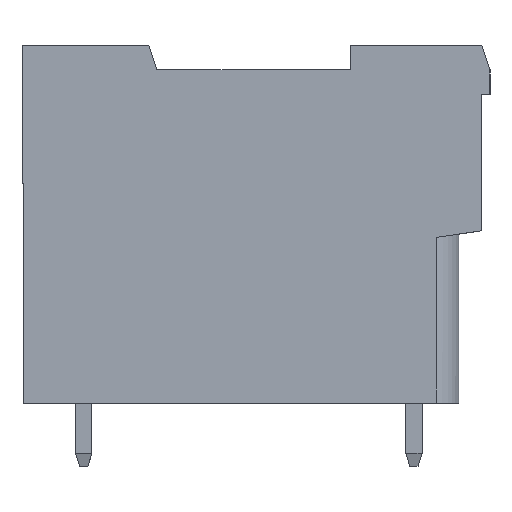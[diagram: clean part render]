
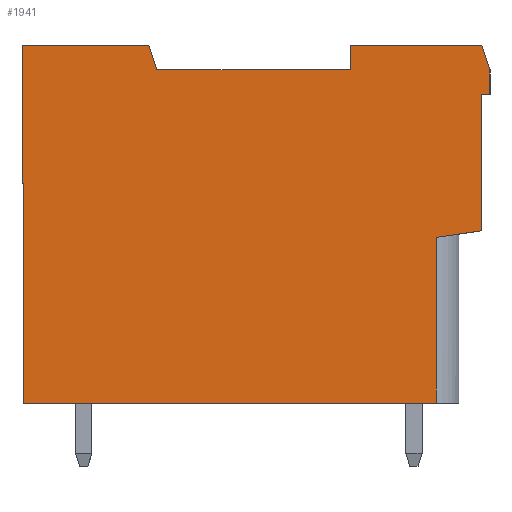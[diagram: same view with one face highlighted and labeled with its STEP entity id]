
A CAD part, left-side view. The second image highlights one B-rep face of the part: STEP entity #1941.
In plain terms, the highlighted planar face has unit normal (-1, 0, 0).
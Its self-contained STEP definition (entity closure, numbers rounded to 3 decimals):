
#1941 = ADVANCED_FACE( '', ( #4762 ), #4763, .T. );
#4762 = FACE_OUTER_BOUND( '', #8680, .T. );
#4763 = PLANE( '', #8681 );
#8680 = EDGE_LOOP( '', ( #13831, #13832, #13833, #13834, #13835, #13836, #13837, #13838, #13839, #13840, #13841, #13842, #13843, #13844, #13845 ) );
#8681 = AXIS2_PLACEMENT_3D( '', #13846, #13847, #13848 );
#13831 = ORIENTED_EDGE( '', *, *, #24928, .T. );
#13832 = ORIENTED_EDGE( '', *, *, #24929, .T. );
#13833 = ORIENTED_EDGE( '', *, *, #24930, .T. );
#13834 = ORIENTED_EDGE( '', *, *, #24931, .T. );
#13835 = ORIENTED_EDGE( '', *, *, #24932, .T. );
#13836 = ORIENTED_EDGE( '', *, *, #24448, .T. );
#13837 = ORIENTED_EDGE( '', *, *, #24933, .F. );
#13838 = ORIENTED_EDGE( '', *, *, #24934, .T. );
#13839 = ORIENTED_EDGE( '', *, *, #24935, .T. );
#13840 = ORIENTED_EDGE( '', *, *, #24936, .T. );
#13841 = ORIENTED_EDGE( '', *, *, #24046, .T. );
#13842 = ORIENTED_EDGE( '', *, *, #24937, .T. );
#13843 = ORIENTED_EDGE( '', *, *, #24938, .T. );
#13844 = ORIENTED_EDGE( '', *, *, #24939, .T. );
#13845 = ORIENTED_EDGE( '', *, *, #24940, .T. );
#13846 = CARTESIAN_POINT( '', ( -30.48, 0., 0. ) );
#13847 = DIRECTION( '', ( -1., 0., 0. ) );
#13848 = DIRECTION( '', ( 0., 0., 1. ) );
#24046 = EDGE_CURVE( '', #28945, #28943, #28946, .T. );
#24448 = EDGE_CURVE( '', #29671, #29672, #29673, .T. );
#24928 = EDGE_CURVE( '', #30490, #30491, #30492, .T. );
#24929 = EDGE_CURVE( '', #30491, #30493, #30494, .T. );
#24930 = EDGE_CURVE( '', #30493, #30495, #30496, .T. );
#24931 = EDGE_CURVE( '', #30495, #30497, #30498, .F. );
#24932 = EDGE_CURVE( '', #30497, #29671, #30499, .T. );
#24933 = EDGE_CURVE( '', #30500, #29672, #30501, .T. );
#24934 = EDGE_CURVE( '', #30500, #30502, #30503, .T. );
#24935 = EDGE_CURVE( '', #30502, #30504, #30505, .T. );
#24936 = EDGE_CURVE( '', #30504, #28945, #30506, .T. );
#24937 = EDGE_CURVE( '', #28943, #30507, #30508, .T. );
#24938 = EDGE_CURVE( '', #30507, #30509, #30510, .T. );
#24939 = EDGE_CURVE( '', #30509, #30511, #30512, .T. );
#24940 = EDGE_CURVE( '', #30511, #30490, #30513, .F. );
#28943 = VERTEX_POINT( '', #36186 );
#28945 = VERTEX_POINT( '', #36189 );
#28946 = LINE( '', #36190, #36191 );
#29671 = VERTEX_POINT( '', #37222 );
#29672 = VERTEX_POINT( '', #37223 );
#29673 = LINE( '', #37224, #37225 );
#30490 = VERTEX_POINT( '', #38416 );
#30491 = VERTEX_POINT( '', #38417 );
#30492 = LINE( '', #38418, #38419 );
#30493 = VERTEX_POINT( '', #38420 );
#30494 = LINE( '', #38421, #38422 );
#30495 = VERTEX_POINT( '', #38423 );
#30496 = LINE( '', #38424, #38425 );
#30497 = VERTEX_POINT( '', #38426 );
#30498 = LINE( '', #38427, #38428 );
#30499 = LINE( '', #38429, #38430 );
#30500 = VERTEX_POINT( '', #38431 );
#30501 = LINE( '', #38432, #38433 );
#30502 = VERTEX_POINT( '', #38434 );
#30503 = LINE( '', #38435, #38436 );
#30504 = VERTEX_POINT( '', #38437 );
#30505 = LINE( '', #38438, #38439 );
#30506 = LINE( '', #38440, #38441 );
#30507 = VERTEX_POINT( '', #38442 );
#30508 = LINE( '', #38443, #38444 );
#30509 = VERTEX_POINT( '', #38445 );
#30510 = LINE( '', #38446, #38447 );
#30511 = VERTEX_POINT( '', #38448 );
#30512 = LINE( '', #38449, #38450 );
#30513 = LINE( '', #38451, #38452 );
#36186 = CARTESIAN_POINT( '', ( -30.48, -14.05, -0.4 ) );
#36189 = CARTESIAN_POINT( '', ( -30.48, -11.25, -0.8 ) );
#36190 = CARTESIAN_POINT( '', ( -30.48, -11.25, -0.8 ) );
#36191 = VECTOR( '', #45915, 1000. );
#37222 = CARTESIAN_POINT( '', ( -30.48, 14.25, 11. ) );
#37223 = CARTESIAN_POINT( '', ( -30.48, 14.25, 2.5 ) );
#37224 = CARTESIAN_POINT( '', ( -30.48, 14.25, 11. ) );
#37225 = VECTOR( '', #46330, 1000. );
#38416 = CARTESIAN_POINT( '', ( -30.48, -14.05, 11. ) );
#38417 = CARTESIAN_POINT( '', ( -30.48, -5.95, 11. ) );
#38418 = CARTESIAN_POINT( '', ( -30.48, -14.55, 11. ) );
#38419 = VECTOR( '', #46759, 1000. );
#38420 = CARTESIAN_POINT( '', ( -30.48, -5.95, 9.5 ) );
#38421 = CARTESIAN_POINT( '', ( -30.48, -5.95, 11. ) );
#38422 = VECTOR( '', #46760, 1000. );
#38423 = CARTESIAN_POINT( '', ( -30.48, 5.95, 9.5 ) );
#38424 = CARTESIAN_POINT( '', ( -30.48, -5.95, 9.5 ) );
#38425 = VECTOR( '', #46761, 1000. );
#38426 = CARTESIAN_POINT( '', ( -30.48, 6.45, 11. ) );
#38427 = CARTESIAN_POINT( '', ( -30.48, 2.505, -0.835 ) );
#38428 = VECTOR( '', #46762, 1000. );
#38429 = CARTESIAN_POINT( '', ( -30.48, 5.95, 11. ) );
#38430 = VECTOR( '', #46763, 1000. );
#38431 = CARTESIAN_POINT( '', ( -30.48, 14.15, 2.5 ) );
#38432 = CARTESIAN_POINT( '', ( -30.48, 14.15, 2.5 ) );
#38433 = VECTOR( '', #46764, 1000. );
#38434 = CARTESIAN_POINT( '', ( -30.48, 14.15, -11. ) );
#38435 = CARTESIAN_POINT( '', ( -30.48, 14.15, 2.5 ) );
#38436 = VECTOR( '', #46765, 1000. );
#38437 = CARTESIAN_POINT( '', ( -30.48, -11.25, -11. ) );
#38438 = CARTESIAN_POINT( '', ( -30.48, 14.25, -11. ) );
#38439 = VECTOR( '', #46766, 1000. );
#38440 = CARTESIAN_POINT( '', ( -30.48, -11.25, -11. ) );
#38441 = VECTOR( '', #46767, 1000. );
#38442 = CARTESIAN_POINT( '', ( -30.48, -14.05, 8. ) );
#38443 = CARTESIAN_POINT( '', ( -30.48, -14.05, 8. ) );
#38444 = VECTOR( '', #46768, 1000. );
#38445 = CARTESIAN_POINT( '', ( -30.48, -14.55, 8. ) );
#38446 = CARTESIAN_POINT( '', ( -30.48, -14.55, 8. ) );
#38447 = VECTOR( '', #46769, 1000. );
#38448 = CARTESIAN_POINT( '', ( -30.48, -14.55, 9.5 ) );
#38449 = CARTESIAN_POINT( '', ( -30.48, -14.55, 8. ) );
#38450 = VECTOR( '', #46770, 1000. );
#38451 = CARTESIAN_POINT( '', ( -30.48, -15.945, 5.315 ) );
#38452 = VECTOR( '', #46771, 1000. );
#45915 = DIRECTION( '', ( 0., -0.99, 0.141 ) );
#46330 = DIRECTION( '', ( 0., 0., -1. ) );
#46759 = DIRECTION( '', ( 0., 1., 0. ) );
#46760 = DIRECTION( '', ( 0., 0., -1. ) );
#46761 = DIRECTION( '', ( 0., 1., 0. ) );
#46762 = DIRECTION( '', ( 0., -0.316, -0.949 ) );
#46763 = DIRECTION( '', ( 0., 1., 0. ) );
#46764 = DIRECTION( '', ( 0., 1., 0. ) );
#46765 = DIRECTION( '', ( 0., 0., -1. ) );
#46766 = DIRECTION( '', ( 0., -1., 0. ) );
#46767 = DIRECTION( '', ( 0., 0., 1. ) );
#46768 = DIRECTION( '', ( 0., 0., 1. ) );
#46769 = DIRECTION( '', ( 0., -1., 0. ) );
#46770 = DIRECTION( '', ( 0., 0., 1. ) );
#46771 = DIRECTION( '', ( 0., -0.316, -0.949 ) );
